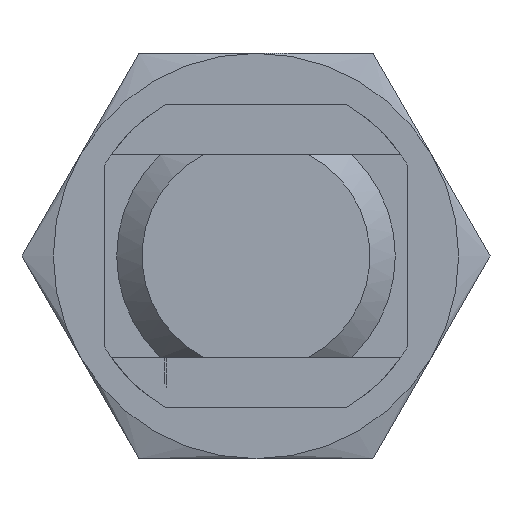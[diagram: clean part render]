
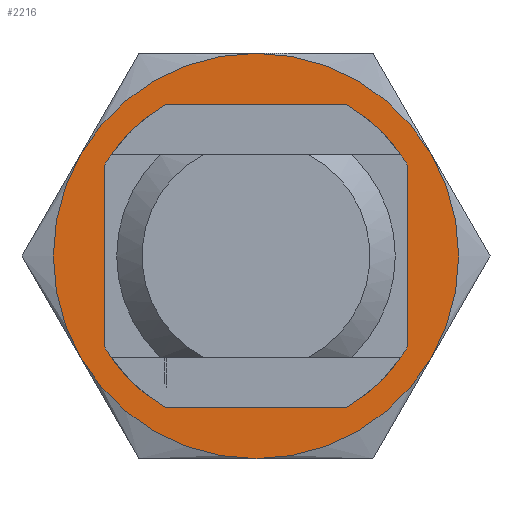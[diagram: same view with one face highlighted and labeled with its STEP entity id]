
A CAD part, left-side view. The second image highlights one B-rep face of the part: STEP entity #2216.
In plain terms, the highlighted planar face has unit normal (-1, 0, 0).
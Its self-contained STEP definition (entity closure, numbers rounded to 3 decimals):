
#434=PLANE('',#2434);
#529=CIRCLE('',#2418,11.);
#530=CIRCLE('',#2419,11.);
#537=CIRCLE('',#2429,16.);
#538=CIRCLE('',#2431,16.);
#539=CIRCLE('',#2433,16.);
#540=CIRCLE('',#2435,16.);
#541=CIRCLE('',#2436,16.);
#542=CIRCLE('',#2437,16.);
#700=VERTEX_POINT('',#3668);
#704=VERTEX_POINT('',#3686);
#708=VERTEX_POINT('',#3704);
#713=VERTEX_POINT('',#3722);
#714=VERTEX_POINT('',#3724);
#718=VERTEX_POINT('',#3746);
#719=VERTEX_POINT('',#3752);
#720=VERTEX_POINT('',#3754);
#1256=EDGE_CURVE('',#714,#713,#529,.T.);
#1257=EDGE_CURVE('',#713,#714,#530,.T.);
#1265=EDGE_CURVE('',#700,#708,#537,.T.);
#1266=EDGE_CURVE('',#704,#700,#538,.T.);
#1267=EDGE_CURVE('',#718,#704,#539,.T.);
#1269=EDGE_CURVE('',#719,#718,#540,.F.);
#1270=EDGE_CURVE('',#720,#719,#541,.F.);
#1271=EDGE_CURVE('',#708,#720,#542,.F.);
#1792=ORIENTED_EDGE('',*,*,#1267,.F.);
#1793=ORIENTED_EDGE('',*,*,#1269,.F.);
#1794=ORIENTED_EDGE('',*,*,#1270,.F.);
#1795=ORIENTED_EDGE('',*,*,#1271,.F.);
#1796=ORIENTED_EDGE('',*,*,#1265,.F.);
#1797=ORIENTED_EDGE('',*,*,#1266,.F.);
#1798=ORIENTED_EDGE('',*,*,#1256,.T.);
#1799=ORIENTED_EDGE('',*,*,#1257,.T.);
#1964=EDGE_LOOP('',(#1792,#1793,#1794,#1795,#1796,#1797));
#1965=EDGE_LOOP('',(#1798,#1799));
#2099=FACE_BOUND('',#1964,.T.);
#2100=FACE_BOUND('',#1965,.T.);
#2216=ADVANCED_FACE('',(#2099,#2100),#434,.F.);
#2418=AXIS2_PLACEMENT_3D('',#3723,#2919,#2920);
#2419=AXIS2_PLACEMENT_3D('',#3725,#2921,#2922);
#2429=AXIS2_PLACEMENT_3D('',#3741,#2940,#2941);
#2431=AXIS2_PLACEMENT_3D('',#3743,#2944,#2945);
#2433=AXIS2_PLACEMENT_3D('',#3745,#2948,#2949);
#2434=AXIS2_PLACEMENT_3D('',#3750,#2950,$);
#2435=AXIS2_PLACEMENT_3D('',#3751,#2951,#2952);
#2436=AXIS2_PLACEMENT_3D('',#3753,#2953,#2954);
#2437=AXIS2_PLACEMENT_3D('',#3755,#2955,#2956);
#2919=DIRECTION('',(1.,0.,0.));
#2920=DIRECTION('',(0.,0.,11.));
#2921=DIRECTION('',(1.,0.,0.));
#2922=DIRECTION('',(0.,0.,11.));
#2940=DIRECTION('',(1.,0.,0.));
#2941=DIRECTION('',(0.,0.,-16.));
#2944=DIRECTION('',(1.,0.,0.));
#2945=DIRECTION('',(0.,0.,-16.));
#2948=DIRECTION('',(1.,0.,0.));
#2949=DIRECTION('',(0.,0.,-16.));
#2950=DIRECTION('',(1.,0.,0.));
#2951=DIRECTION('',(-1.,0.,0.));
#2952=DIRECTION('',(0.,0.,-16.));
#2953=DIRECTION('',(-1.,0.,0.));
#2954=DIRECTION('',(0.,0.,-16.));
#2955=DIRECTION('',(-1.,0.,0.));
#2956=DIRECTION('',(0.,0.,-16.));
#3668=CARTESIAN_POINT('',(0.,0.,16.));
#3686=CARTESIAN_POINT('',(0.,13.856,8.));
#3704=CARTESIAN_POINT('',(0.,-13.856,8.));
#3722=CARTESIAN_POINT('',(0.,0.,11.));
#3723=CARTESIAN_POINT('',(0.,0.,0.));
#3724=CARTESIAN_POINT('',(0.,0.,-11.));
#3725=CARTESIAN_POINT('',(0.,0.,0.));
#3741=CARTESIAN_POINT('',(0.,0.,0.));
#3743=CARTESIAN_POINT('',(0.,0.,0.));
#3745=CARTESIAN_POINT('',(0.,0.,0.));
#3746=CARTESIAN_POINT('',(0.,13.856,-8.));
#3750=CARTESIAN_POINT('',(0.,0.,0.));
#3751=CARTESIAN_POINT('',(0.,0.,0.));
#3752=CARTESIAN_POINT('',(0.,0.,-16.));
#3753=CARTESIAN_POINT('',(0.,0.,0.));
#3754=CARTESIAN_POINT('',(0.,-13.856,-8.));
#3755=CARTESIAN_POINT('',(0.,0.,0.));
